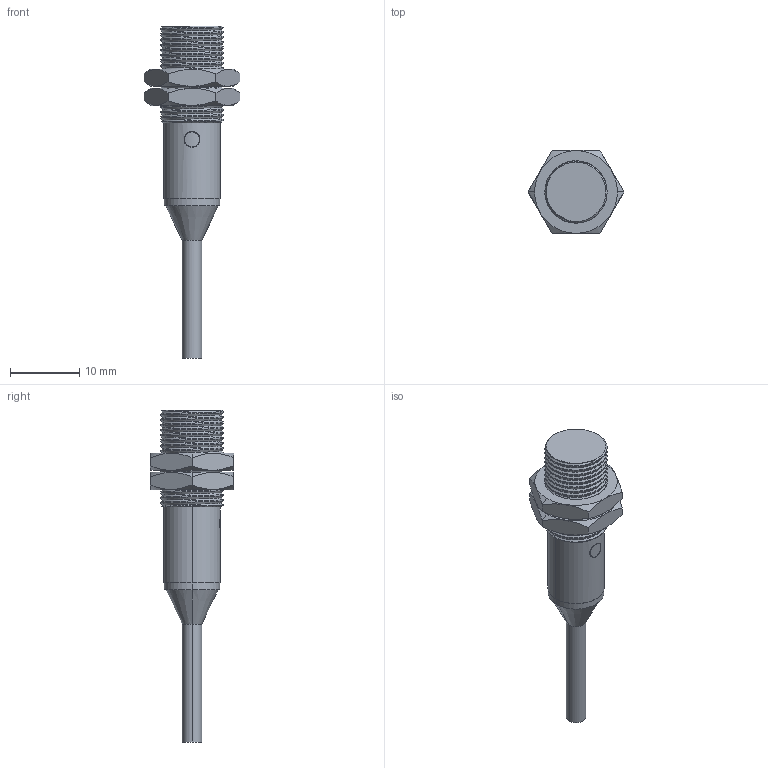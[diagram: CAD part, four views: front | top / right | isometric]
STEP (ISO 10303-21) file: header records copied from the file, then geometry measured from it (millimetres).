
FILE_DESCRIPTION (( 'STEP AP214' ), '1' );
FILE_NAME ('MR-P25.STEP', '2015-09-23T06:06:55', ( '' ), ( '' ), 'SwSTEP 2.0', 'SolidWorks 2013', '' );
FILE_SCHEMA (( 'AUTOMOTIVE_DESIGN' ));
Length unit declared in the file: millimetre
Products named in the file (1): MR-P25
Bounding box: 13.86 x 12 x 48 mm (x, y, z)
Volume: 2001.9 mm3; surface area: 1709.5 mm2
Topology: 3 solids, 3 shells, 91 faces, 230 edges, 150 vertices
Faces by surface type: cylinder 52, plane 22, cone 15, bspline 2
Entity records: 5271 total; most frequent: CARTESIAN_POINT 3201, ORIENTED_EDGE 460, DIRECTION 337, EDGE_CURVE 230, VERTEX_POINT 150, AXIS2_PLACEMENT_3D 131, EDGE_LOOP 100, ADVANCED_FACE 91
